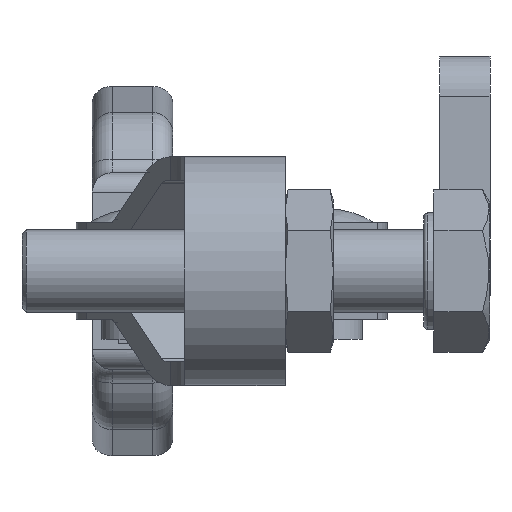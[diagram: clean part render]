
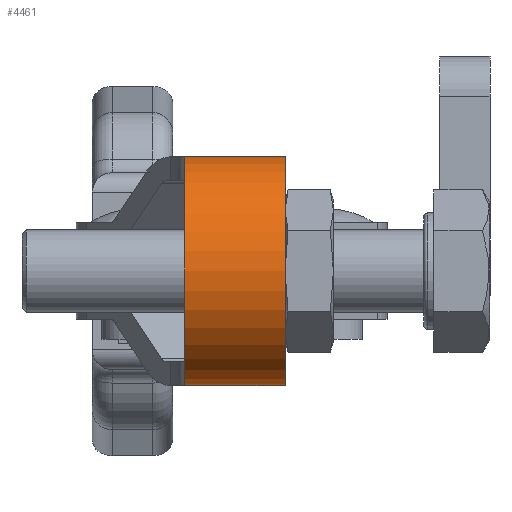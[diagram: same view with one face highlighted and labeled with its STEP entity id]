
A CAD part, left-side view. The second image highlights one B-rep face of the part: STEP entity #4461.
In plain terms, the highlighted cylindrical face has radius 5.7 mm (diameter 11.4 mm), a partial arc.
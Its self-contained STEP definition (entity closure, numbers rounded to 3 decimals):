
#10 = VERTEX_POINT ( 'NONE', #2164 ) ;
#136 = CYLINDRICAL_SURFACE ( 'NONE', #6635, 5.7 ) ;
#144 = FACE_OUTER_BOUND ( 'NONE', #831, .T. ) ;
#245 = DIRECTION ( 'NONE',  ( -1., 0., 0. ) ) ;
#270 = DIRECTION ( 'NONE',  ( 0., -1., 0. ) ) ;
#292 = CARTESIAN_POINT ( 'NONE',  ( -20.14, 10.2, 0. ) ) ;
#607 = ORIENTED_EDGE ( 'NONE', *, *, #8262, .F. ) ;
#831 = EDGE_LOOP ( 'NONE', ( #6471, #5742, #607, #3769 ) ) ;
#1578 = CARTESIAN_POINT ( 'NONE',  ( -20.14, 15.2, -5.7 ) ) ;
#2164 = CARTESIAN_POINT ( 'NONE',  ( -20.14, 10.2, 5.7 ) ) ;
#2730 = VERTEX_POINT ( 'NONE', #1578 ) ;
#3393 = VECTOR ( 'NONE', #7273, 1000. ) ;
#3769 = ORIENTED_EDGE ( 'NONE', *, *, #8790, .F. ) ;
#4077 = EDGE_CURVE ( 'NONE', #2730, #8184, #8572, .T. ) ;
#4145 = VECTOR ( 'NONE', #5597, 1000. ) ;
#4367 = EDGE_CURVE ( 'NONE', #10, #8184, #6090, .T. ) ;
#4461 = ADVANCED_FACE ( 'NONE', ( #144 ), #136, .T. ) ;
#5597 = DIRECTION ( 'NONE',  ( 0., 1., 0. ) ) ;
#5627 = CARTESIAN_POINT ( 'NONE',  ( -20.14, 7.244, -5.7 ) ) ;
#5742 = ORIENTED_EDGE ( 'NONE', *, *, #4077, .F. ) ;
#6090 = LINE ( 'NONE', #7277, #3393 ) ;
#6229 = CARTESIAN_POINT ( 'NONE',  ( -20.14, 15.2, 5.7 ) ) ;
#6286 = LINE ( 'NONE', #5627, #4145 ) ;
#6471 = ORIENTED_EDGE ( 'NONE', *, *, #4367, .T. ) ;
#6635 = AXIS2_PLACEMENT_3D ( 'NONE', #6700, #6740, #6702 ) ;
#6700 = CARTESIAN_POINT ( 'NONE',  ( -20.14, 7.244, 0. ) ) ;
#6702 = DIRECTION ( 'NONE',  ( 0., 0., 1. ) ) ;
#6740 = DIRECTION ( 'NONE',  ( 0., 1., 0. ) ) ;
#7196 = VERTEX_POINT ( 'NONE', #7255 ) ;
#7255 = CARTESIAN_POINT ( 'NONE',  ( -20.14, 10.2, -5.7 ) ) ;
#7273 = DIRECTION ( 'NONE',  ( 0., 1., 0. ) ) ;
#7277 = CARTESIAN_POINT ( 'NONE',  ( -20.14, 7.244, 5.7 ) ) ;
#8184 = VERTEX_POINT ( 'NONE', #6229 ) ;
#8262 = EDGE_CURVE ( 'NONE', #7196, #2730, #6286, .T. ) ;
#8572 = CIRCLE ( 'NONE', #8750, 5.7 ) ;
#8750 = AXIS2_PLACEMENT_3D ( 'NONE', #9044, #9021, #9016 ) ;
#8790 = EDGE_CURVE ( 'NONE', #10, #7196, #9510, .T. ) ;
#9016 = DIRECTION ( 'NONE',  ( 1., 0., 0. ) ) ;
#9021 = DIRECTION ( 'NONE',  ( 0., 1., 0. ) ) ;
#9044 = CARTESIAN_POINT ( 'NONE',  ( -20.14, 15.2, 0. ) ) ;
#9510 = CIRCLE ( 'NONE', #9545, 5.7 ) ;
#9545 = AXIS2_PLACEMENT_3D ( 'NONE', #292, #270, #245 ) ;
